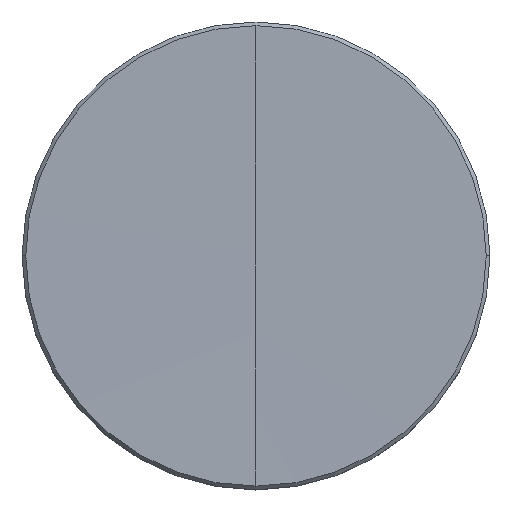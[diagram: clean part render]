
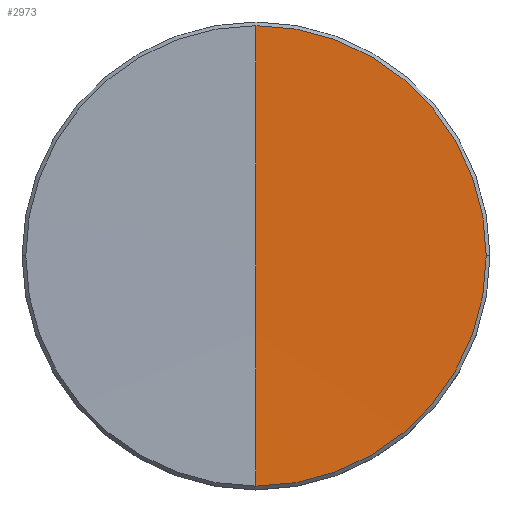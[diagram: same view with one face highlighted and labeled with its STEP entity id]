
A CAD part, top view. The second image highlights one B-rep face of the part: STEP entity #2973.
In plain terms, the highlighted spherical face has radius 2000 mm.
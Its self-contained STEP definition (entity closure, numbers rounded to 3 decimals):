
#10 = AXIS2_PLACEMENT_3D ( 'NONE', #2768, #1147, #4122 ) ;
#34 = DIRECTION ( 'NONE',  ( 0., 0., 1. ) ) ;
#278 = CARTESIAN_POINT ( 'NONE',  ( 20.044, 14.335, 22.846 ) ) ;
#471 = CIRCLE ( 'NONE', #548, 12.501 ) ;
#548 = AXIS2_PLACEMENT_3D ( 'NONE', #2985, #34, #3274 ) ;
#573 = EDGE_LOOP ( 'NONE', ( #3799, #1001, #1602, #1557 ) ) ;
#624 = CIRCLE ( 'NONE', #2721, 12.501 ) ;
#776 = VERTEX_POINT ( 'NONE', #926 ) ;
#926 = CARTESIAN_POINT ( 'NONE',  ( 7.543, 26.836, 22.846 ) ) ;
#927 = SPHERICAL_SURFACE ( 'NONE', #2641, 2000. ) ;
#960 = DIRECTION ( 'NONE',  ( -1., 0., 0. ) ) ;
#1001 = ORIENTED_EDGE ( 'NONE', *, *, #3691, .T. ) ;
#1117 = EDGE_CURVE ( 'NONE', #3005, #776, #471, .T. ) ;
#1141 = DIRECTION ( 'NONE',  ( 0., 0., 1. ) ) ;
#1147 = DIRECTION ( 'NONE',  ( 1., 0., 0. ) ) ;
#1312 = VERTEX_POINT ( 'NONE', #3398 ) ;
#1557 = ORIENTED_EDGE ( 'NONE', *, *, #1117, .T. ) ;
#1602 = ORIENTED_EDGE ( 'NONE', *, *, #1729, .T. ) ;
#1726 = VERTEX_POINT ( 'NONE', #2129 ) ;
#1729 = EDGE_CURVE ( 'NONE', #1726, #3005, #624, .T. ) ;
#1794 = DIRECTION ( 'NONE',  ( 0., -1., 0. ) ) ;
#2044 = AXIS2_PLACEMENT_3D ( 'NONE', #4059, #4070, #1794 ) ;
#2129 = CARTESIAN_POINT ( 'NONE',  ( 7.543, 1.833, 22.846 ) ) ;
#2197 = FACE_OUTER_BOUND ( 'NONE', #573, .T. ) ;
#2641 = AXIS2_PLACEMENT_3D ( 'NONE', #3534, #960, #3170 ) ;
#2710 = CIRCLE ( 'NONE', #2044, 2000. ) ;
#2721 = AXIS2_PLACEMENT_3D ( 'NONE', #3120, #1141, #3404 ) ;
#2761 = CIRCLE ( 'NONE', #10, 2000. ) ;
#2768 = CARTESIAN_POINT ( 'NONE',  ( 7.543, 14.335, 2022.807 ) ) ;
#2890 = EDGE_CURVE ( 'NONE', #1312, #776, #2761, .T. ) ;
#2973 = ADVANCED_FACE ( 'NONE', ( #2197 ), #927, .F. ) ;
#2985 = CARTESIAN_POINT ( 'NONE',  ( 7.543, 14.335, 22.846 ) ) ;
#3005 = VERTEX_POINT ( 'NONE', #278 ) ;
#3120 = CARTESIAN_POINT ( 'NONE',  ( 7.543, 14.335, 22.846 ) ) ;
#3170 = DIRECTION ( 'NONE',  ( 0., 1., 0. ) ) ;
#3274 = DIRECTION ( 'NONE',  ( 1., 0., 0. ) ) ;
#3398 = CARTESIAN_POINT ( 'NONE',  ( 7.543, 14.335, 22.807 ) ) ;
#3404 = DIRECTION ( 'NONE',  ( 1., 0., 0. ) ) ;
#3534 = CARTESIAN_POINT ( 'NONE',  ( 7.543, 14.335, 2022.807 ) ) ;
#3691 = EDGE_CURVE ( 'NONE', #1312, #1726, #2710, .T. ) ;
#3799 = ORIENTED_EDGE ( 'NONE', *, *, #2890, .F. ) ;
#4059 = CARTESIAN_POINT ( 'NONE',  ( 7.543, 14.335, 2022.807 ) ) ;
#4070 = DIRECTION ( 'NONE',  ( -1., 0., 0. ) ) ;
#4122 = DIRECTION ( 'NONE',  ( 0., 0., -1. ) ) ;
